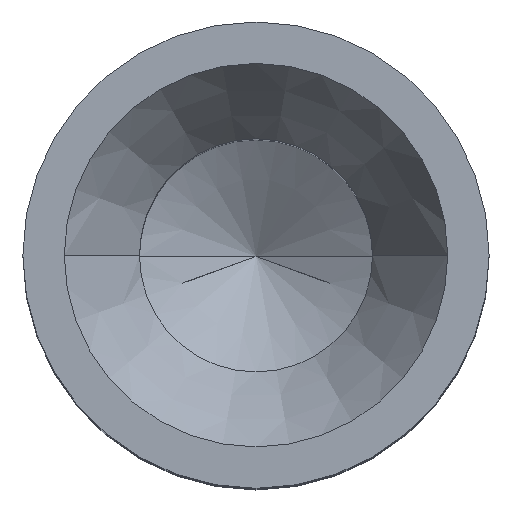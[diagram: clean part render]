
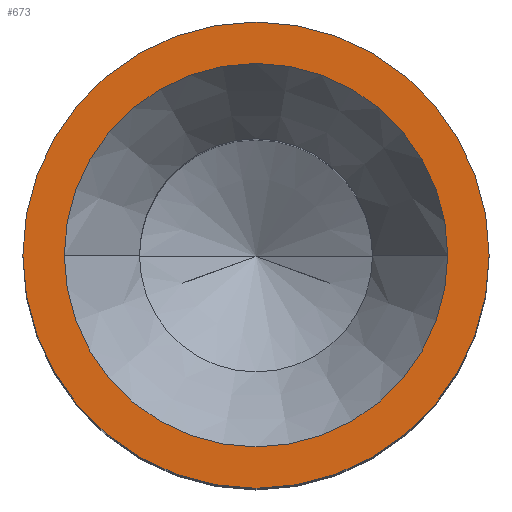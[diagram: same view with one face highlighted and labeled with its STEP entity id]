
A CAD part, top view. The second image highlights one B-rep face of the part: STEP entity #673.
In plain terms, the highlighted planar face has unit normal (0, 0, 1).
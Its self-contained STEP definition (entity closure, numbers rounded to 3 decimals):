
#201=CARTESIAN_POINT('',(0.,0.,12.498));
#202=DIRECTION('',(0.,0.,-1.));
#203=DIRECTION('',(-1.,0.,0.));
#204=AXIS2_PLACEMENT_3D('',#201,#202,#203);
#206=CARTESIAN_POINT('',(0.,0.,12.498));
#207=DIRECTION('',(0.,0.,1.));
#208=DIRECTION('',(-1.,0.,0.));
#209=AXIS2_PLACEMENT_3D('',#206,#207,#208);
#211=CARTESIAN_POINT('',(0.,0.,12.498));
#212=DIRECTION('',(0.,0.,1.));
#213=DIRECTION('',(-1.,0.,0.));
#214=AXIS2_PLACEMENT_3D('',#211,#212,#213);
#220=CARTESIAN_POINT('',(0.,0.,12.498));
#221=DIRECTION('',(0.,0.,-1.));
#222=DIRECTION('',(-1.,0.,0.));
#223=AXIS2_PLACEMENT_3D('',#220,#221,#222);
#324=CARTESIAN_POINT('',(-2.25,0.,12.498));
#326=VERTEX_POINT('',#324);
#338=CARTESIAN_POINT('',(2.25,0.,12.498));
#340=VERTEX_POINT('',#338);
#341=CARTESIAN_POINT('',(-1.85,0.,12.498));
#342=CARTESIAN_POINT('',(1.85,0.,12.498));
#343=VERTEX_POINT('',#341);
#344=VERTEX_POINT('',#342);
#658=CARTESIAN_POINT('',(0.,0.,12.498));
#659=DIRECTION('',(0.,0.,1.));
#660=DIRECTION('',(-1.,0.,0.));
#661=AXIS2_PLACEMENT_3D('',#658,#659,#660);
#662=PLANE('',#661);
#663=ORIENTED_EDGE('',*,*,#653,.T.);
#664=ORIENTED_EDGE('',*,*,#637,.F.);
#665=EDGE_LOOP('',(#663,#664));
#666=FACE_OUTER_BOUND('',#665,.F.);
#668=ORIENTED_EDGE('',*,*,#667,.T.);
#670=ORIENTED_EDGE('',*,*,#669,.F.);
#671=EDGE_LOOP('',(#668,#670));
#672=FACE_BOUND('',#671,.F.);
#673=ADVANCED_FACE('',(#666,#672),#662,.T.);
#205=CIRCLE('',#204,2.25);
#210=CIRCLE('',#209,2.25);
#215=CIRCLE('',#214,1.85);
#224=CIRCLE('',#223,1.85);
#637=EDGE_CURVE('',#326,#340,#210,.T.);
#653=EDGE_CURVE('',#326,#340,#205,.T.);
#667=EDGE_CURVE('',#343,#344,#215,.T.);
#669=EDGE_CURVE('',#343,#344,#224,.T.);
